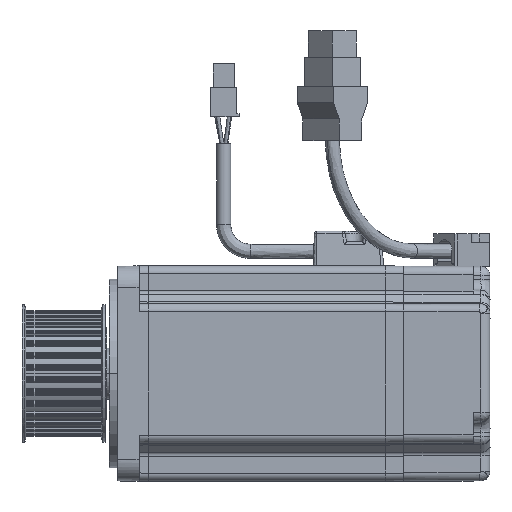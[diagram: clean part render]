
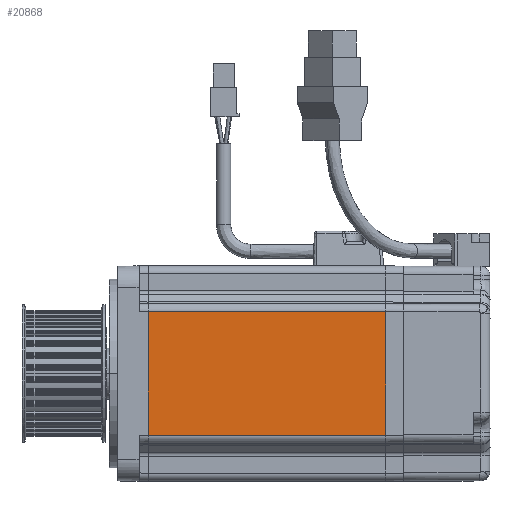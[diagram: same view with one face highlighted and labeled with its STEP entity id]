
A CAD part, top view. The second image highlights one B-rep face of the part: STEP entity #20868.
In plain terms, the highlighted free-form (B-spline) face has degree [1, 1] with [2, 2] control points.
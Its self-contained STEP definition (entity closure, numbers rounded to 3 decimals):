
#17021=CARTESIAN_POINT('',(40.,23.,-0.));
#17022=VERTEX_POINT('',#17021);
#20800=CARTESIAN_POINT('',(40.,23.,88.));
#20801=VERTEX_POINT('',#20800);
#20809=CARTESIAN_POINT('',(40.,23.,88.));
#20810=DIRECTION('',(0.,0.,-1.));
#20811=VECTOR('',#20810,88.);
#20812=LINE('',#20809,#20811);
#20813=EDGE_CURVE('',#20801,#17022,#20812,.T.);
#20818=CARTESIAN_POINT('',(40.,-23.,-0.));
#20819=CARTESIAN_POINT('',(40.,-23.,88.));
#20820=CARTESIAN_POINT('',(40.,23.,-0.));
#20821=CARTESIAN_POINT('',(40.,23.,88.));
#20822=B_SPLINE_SURFACE_WITH_KNOTS('',1,1,((#20818,#20819),(#20820,#20821)),.UNSPECIFIED.,.F.,.F.,.U.,(2,2),(2,2),(3.,49.),(-0.,88.),.UNSPECIFIED.);
#20823=CARTESIAN_POINT('',(40.,-23.,0.));
#20824=VERTEX_POINT('',#20823);
#20825=CARTESIAN_POINT('',(40.,-23.,-0.));
#20826=DIRECTION('',(0.,1.,0.));
#20827=VECTOR('',#20826,46.);
#20828=LINE('',#20825,#20827);
#20829=EDGE_CURVE('',#20824,#17022,#20828,.T.);
#20830=ORIENTED_EDGE('',*,*,#20829,.T.);
#20831=ORIENTED_EDGE('',*,*,#20813,.F.);
#20832=CARTESIAN_POINT('',(40.,22.938,88.));
#20833=VERTEX_POINT('',#20832);
#20834=CARTESIAN_POINT('',(40.,22.938,88.));
#20835=CARTESIAN_POINT('',(40.,22.948,88.));
#20836=CARTESIAN_POINT('',(40.,22.969,88.));
#20837=CARTESIAN_POINT('',(40.,22.99,88.));
#20838=CARTESIAN_POINT('',(40.,23.,88.));
#20839=B_SPLINE_CURVE_WITH_KNOTS('',3,(#20834,#20835,#20836,#20837,#20838),.UNSPECIFIED.,.F.,.F.,(4,1,4),(0.,0.5,1.),.UNSPECIFIED.);
#20840=EDGE_CURVE('',#20833,#20801,#20839,.T.);
#20841=ORIENTED_EDGE('',*,*,#20840,.F.);
#20842=CARTESIAN_POINT('',(40.,-22.938,88.));
#20843=VERTEX_POINT('',#20842);
#20844=CARTESIAN_POINT('',(40.,22.938,88.));
#20845=DIRECTION('',(0.,-1.,0.));
#20846=VECTOR('',#20845,45.875);
#20847=LINE('',#20844,#20846);
#20848=EDGE_CURVE('',#20833,#20843,#20847,.T.);
#20849=ORIENTED_EDGE('',*,*,#20848,.T.);
#20850=CARTESIAN_POINT('',(40.,-23.,88.));
#20851=VERTEX_POINT('',#20850);
#20852=CARTESIAN_POINT('',(40.,-22.938,88.));
#20853=CARTESIAN_POINT('',(40.,-22.948,88.));
#20854=CARTESIAN_POINT('',(40.,-22.969,88.));
#20855=CARTESIAN_POINT('',(40.,-22.99,88.));
#20856=CARTESIAN_POINT('',(40.,-23.,88.));
#20857=B_SPLINE_CURVE_WITH_KNOTS('',3,(#20852,#20853,#20854,#20855,#20856),.UNSPECIFIED.,.F.,.F.,(4,1,4),(0.,0.5,1.),.UNSPECIFIED.);
#20858=EDGE_CURVE('',#20843,#20851,#20857,.T.);
#20859=ORIENTED_EDGE('',*,*,#20858,.T.);
#20860=CARTESIAN_POINT('',(40.,-23.,88.));
#20861=DIRECTION('',(0.,0.,-1.));
#20862=VECTOR('',#20861,88.);
#20863=LINE('',#20860,#20862);
#20864=EDGE_CURVE('',#20851,#20824,#20863,.T.);
#20865=ORIENTED_EDGE('',*,*,#20864,.T.);
#20866=EDGE_LOOP('',(#20830,#20831,#20841,#20849,#20859,#20865));
#20867=FACE_BOUND('',#20866,.T.);
#20868=ADVANCED_FACE('',(#20867),#20822,.T.);
